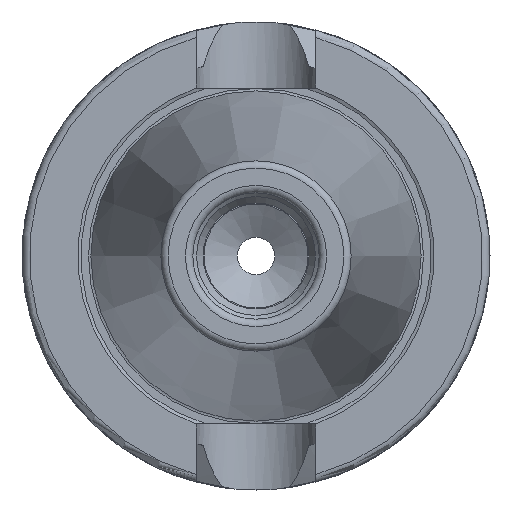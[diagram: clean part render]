
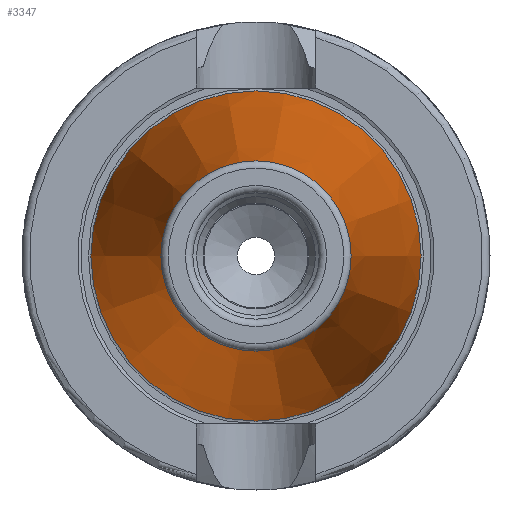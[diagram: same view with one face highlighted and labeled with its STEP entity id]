
A CAD part, left-side view. The second image highlights one B-rep face of the part: STEP entity #3347.
In plain terms, the highlighted conical face has half-angle 8.297 degrees and reference radius 17.519 mm.
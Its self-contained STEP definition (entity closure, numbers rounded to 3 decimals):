
#3313=CARTESIAN_POINT('',(-64.544,12.812,0.0));
#3314=VERTEX_POINT('',#3313);
#3315=CARTESIAN_POINT('',(-64.544,0.,0.0));
#3316=DIRECTION('',(1.0,0.0,0.0));
#3317=DIRECTION('',(0.0,1.0,0.0));
#3318=AXIS2_PLACEMENT_3D('',#3315,#3316,#3317);
#3319=CIRCLE('',#3318,12.812);
#3320=EDGE_CURVE('',#3314,#3314,#3319,.T.);
#3328=CARTESIAN_POINT('',(-32.272,0.,0.0));
#3329=DIRECTION('',(1.0,0.,0.0));
#3330=DIRECTION('',(0.0,1.0,0.0));
#3331=AXIS2_PLACEMENT_3D('',#3328,#3329,#3330);
#3332=CONICAL_SURFACE('',#3331,17.519,8.297);
#3333=CARTESIAN_POINT('',(0.,22.225,0.0));
#3334=VERTEX_POINT('',#3333);
#3335=CARTESIAN_POINT('',(0.,0.,0.0));
#3336=DIRECTION('',(1.0,0.0,0.0));
#3337=DIRECTION('',(0.0,1.0,0.0));
#3338=AXIS2_PLACEMENT_3D('',#3335,#3336,#3337);
#3339=CIRCLE('',#3338,22.225);
#3340=EDGE_CURVE('',#3334,#3334,#3339,.T.);
#3341=ORIENTED_EDGE('',*,*,#3340,.F.);
#3342=EDGE_LOOP('',(#3341));
#3343=FACE_OUTER_BOUND('',#3342,.T.);
#3344=ORIENTED_EDGE('',*,*,#3320,.T.);
#3345=EDGE_LOOP('',(#3344));
#3346=FACE_BOUND('',#3345,.T.);
#3347=ADVANCED_FACE('',(#3343,#3346),#3332,.T.);
